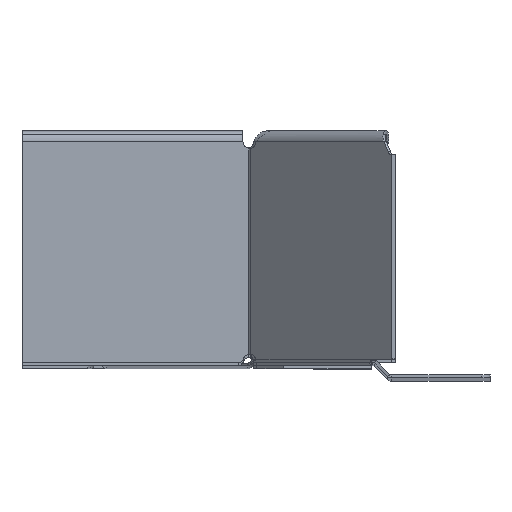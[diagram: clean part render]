
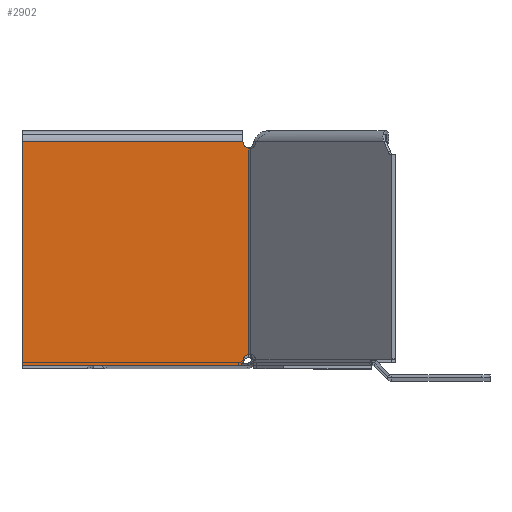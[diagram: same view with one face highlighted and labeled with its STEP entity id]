
A CAD part, top view. The second image highlights one B-rep face of the part: STEP entity #2902.
In plain terms, the highlighted face is planar.
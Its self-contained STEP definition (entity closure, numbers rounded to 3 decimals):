
#252 = CARTESIAN_POINT ( 'NONE',  ( -78.98, 76.031, -6.75 ) ) ;
#337 = CARTESIAN_POINT ( 'NONE',  ( 0., 1.75, -6.75 ) ) ;
#389 = VERTEX_POINT ( 'NONE', #2951 ) ;
#466 = PLANE ( 'NONE',  #5609 ) ;
#505 = B_SPLINE_CURVE_WITH_KNOTS ( 'NONE', 3,
 ( #844, #784, #2557, #1280, #2154, #2616 ),
 .UNSPECIFIED., .F., .F.,
 ( 4, 2, 4 ),
 ( 0.001, 0.002, 0.003 ),
 .UNSPECIFIED. ) ;
#552 = EDGE_CURVE ( 'NONE', #3784, #4721, #4713, .T. ) ;
#679 = CIRCLE ( 'NONE', #2992, 2.25 ) ;
#732 = LINE ( 'NONE', #3195, #2802 ) ;
#784 = CARTESIAN_POINT ( 'NONE',  ( -76.949, 1.47, -6.75 ) ) ;
#792 = DIRECTION ( 'NONE',  ( -1., 0., 0. ) ) ;
#816 = ORIENTED_EDGE ( 'NONE', *, *, #861, .F. ) ;
#844 = CARTESIAN_POINT ( 'NONE',  ( -77.1, 1.75, -6.75 ) ) ;
#849 = ORIENTED_EDGE ( 'NONE', *, *, #1769, .F. ) ;
#861 = EDGE_CURVE ( 'NONE', #4698, #5564, #3861, .T. ) ;
#957 = CARTESIAN_POINT ( 'NONE',  ( 0., 0., -6.75 ) ) ;
#967 = EDGE_CURVE ( 'NONE', #4530, #4698, #1012, .T. ) ;
#992 = VERTEX_POINT ( 'NONE', #1943 ) ;
#1012 = LINE ( 'NONE', #4468, #3681 ) ;
#1232 = CARTESIAN_POINT ( 'NONE',  ( 0., 78.25, -6.75 ) ) ;
#1237 = CARTESIAN_POINT ( 'NONE',  ( -79.35, 1.75, -6.75 ) ) ;
#1255 = ORIENTED_EDGE ( 'NONE', *, *, #552, .F. ) ;
#1280 = CARTESIAN_POINT ( 'NONE',  ( -76.547, 0.606, -6.75 ) ) ;
#1304 = CARTESIAN_POINT ( 'NONE',  ( -79.187, 76.031, -6.75 ) ) ;
#1438 = DIRECTION ( 'NONE',  ( 0., 1., 0. ) ) ;
#1451 = DIRECTION ( 'NONE',  ( -1., 0., 0. ) ) ;
#1541 = ORIENTED_EDGE ( 'NONE', *, *, #2287, .T. ) ;
#1559 = EDGE_CURVE ( 'NONE', #389, #2987, #3899, .T. ) ;
#1610 = EDGE_LOOP ( 'NONE', ( #1255, #1637, #816, #5076, #849, #1541, #3644, #3922, #3117, #4691 ) ) ;
#1637 = ORIENTED_EDGE ( 'NONE', *, *, #3735, .T. ) ;
#1643 = CARTESIAN_POINT ( 'NONE',  ( 0., 0., -6.75 ) ) ;
#1706 = LINE ( 'NONE', #4289, #5692 ) ;
#1769 = EDGE_CURVE ( 'NONE', #2957, #4530, #679, .T. ) ;
#1806 = VECTOR ( 'NONE', #1438, 1000. ) ;
#1825 = DIRECTION ( 'NONE',  ( -1., 0., 0. ) ) ;
#1840 = VERTEX_POINT ( 'NONE', #1232 ) ;
#1943 = CARTESIAN_POINT ( 'NONE',  ( -76.361, 0., -6.75 ) ) ;
#2154 = CARTESIAN_POINT ( 'NONE',  ( -76.442, 0.304, -6.75 ) ) ;
#2194 = DIRECTION ( 'NONE',  ( 0., 1., 0. ) ) ;
#2199 = DIRECTION ( 'NONE',  ( 0., -1., 0. ) ) ;
#2203 = CARTESIAN_POINT ( 'NONE',  ( -77.1, 1.75, -6.75 ) ) ;
#2236 = AXIS2_PLACEMENT_3D ( 'NONE', #1237, #2574, #5257 ) ;
#2239 = DIRECTION ( 'NONE',  ( 1., 0., 0. ) ) ;
#2287 = EDGE_CURVE ( 'NONE', #2957, #1840, #732, .T. ) ;
#2295 = CARTESIAN_POINT ( 'NONE',  ( -77.1, 78.25, -6.75 ) ) ;
#2319 = CARTESIAN_POINT ( 'NONE',  ( -79.187, 3.969, -6.75 ) ) ;
#2350 = FACE_OUTER_BOUND ( 'NONE', #1610, .T. ) ;
#2557 = CARTESIAN_POINT ( 'NONE',  ( -76.8, 1.189, -6.75 ) ) ;
#2574 = DIRECTION ( 'NONE',  ( 0., 0., -1. ) ) ;
#2598 = DIRECTION ( 'NONE',  ( 0., -1., 0. ) ) ;
#2616 = CARTESIAN_POINT ( 'NONE',  ( -76.361, 0., -6.75 ) ) ;
#2676 = CARTESIAN_POINT ( 'NONE',  ( -206.54, 0., -6.75 ) ) ;
#2764 = VECTOR ( 'NONE', #1825, 1000. ) ;
#2802 = VECTOR ( 'NONE', #2239, 1000. ) ;
#2902 = ADVANCED_FACE ( 'NONE', ( #2350 ), #466, .F. ) ;
#2951 = CARTESIAN_POINT ( 'NONE',  ( 0., 1.75, -6.75 ) ) ;
#2957 = VERTEX_POINT ( 'NONE', #2295 ) ;
#2987 = VERTEX_POINT ( 'NONE', #957 ) ;
#2992 = AXIS2_PLACEMENT_3D ( 'NONE', #4749, #3919, #2194 ) ;
#3117 = ORIENTED_EDGE ( 'NONE', *, *, #5395, .T. ) ;
#3195 = CARTESIAN_POINT ( 'NONE',  ( -206.54, 78.25, -6.75 ) ) ;
#3624 = DIRECTION ( 'NONE',  ( 0., 0., 1. ) ) ;
#3644 = ORIENTED_EDGE ( 'NONE', *, *, #3906, .F. ) ;
#3681 = VECTOR ( 'NONE', #1451, 1000. ) ;
#3735 = EDGE_CURVE ( 'NONE', #3784, #5564, #4937, .T. ) ;
#3784 = VERTEX_POINT ( 'NONE', #4850 ) ;
#3830 = LINE ( 'NONE', #1643, #1806 ) ;
#3861 = LINE ( 'NONE', #4780, #4679 ) ;
#3899 = LINE ( 'NONE', #337, #4926 ) ;
#3906 = EDGE_CURVE ( 'NONE', #389, #1840, #3830, .T. ) ;
#3919 = DIRECTION ( 'NONE',  ( 0., 0., -1. ) ) ;
#3922 = ORIENTED_EDGE ( 'NONE', *, *, #1559, .T. ) ;
#4289 = CARTESIAN_POINT ( 'NONE',  ( -206.54, 0., -6.75 ) ) ;
#4337 = EDGE_CURVE ( 'NONE', #4721, #992, #505, .T. ) ;
#4468 = CARTESIAN_POINT ( 'NONE',  ( -206.54, 76.031, -6.75 ) ) ;
#4530 = VERTEX_POINT ( 'NONE', #252 ) ;
#4564 = CARTESIAN_POINT ( 'NONE',  ( -78.98, 3.969, -6.75 ) ) ;
#4679 = VECTOR ( 'NONE', #2598, 1000. ) ;
#4691 = ORIENTED_EDGE ( 'NONE', *, *, #4337, .F. ) ;
#4698 = VERTEX_POINT ( 'NONE', #1304 ) ;
#4713 = CIRCLE ( 'NONE', #2236, 2.25 ) ;
#4721 = VERTEX_POINT ( 'NONE', #2203 ) ;
#4749 = CARTESIAN_POINT ( 'NONE',  ( -79.35, 78.25, -6.75 ) ) ;
#4780 = CARTESIAN_POINT ( 'NONE',  ( -79.187, 0., -6.75 ) ) ;
#4850 = CARTESIAN_POINT ( 'NONE',  ( -78.98, 3.969, -6.75 ) ) ;
#4893 = DIRECTION ( 'NONE',  ( 0., 1., 0. ) ) ;
#4926 = VECTOR ( 'NONE', #2199, 1000. ) ;
#4937 = LINE ( 'NONE', #4564, #2764 ) ;
#5076 = ORIENTED_EDGE ( 'NONE', *, *, #967, .F. ) ;
#5257 = DIRECTION ( 'NONE',  ( 0., 1., 0. ) ) ;
#5395 = EDGE_CURVE ( 'NONE', #2987, #992, #1706, .T. ) ;
#5564 = VERTEX_POINT ( 'NONE', #2319 ) ;
#5609 = AXIS2_PLACEMENT_3D ( 'NONE', #2676, #3624, #4893 ) ;
#5692 = VECTOR ( 'NONE', #792, 1000. ) ;
